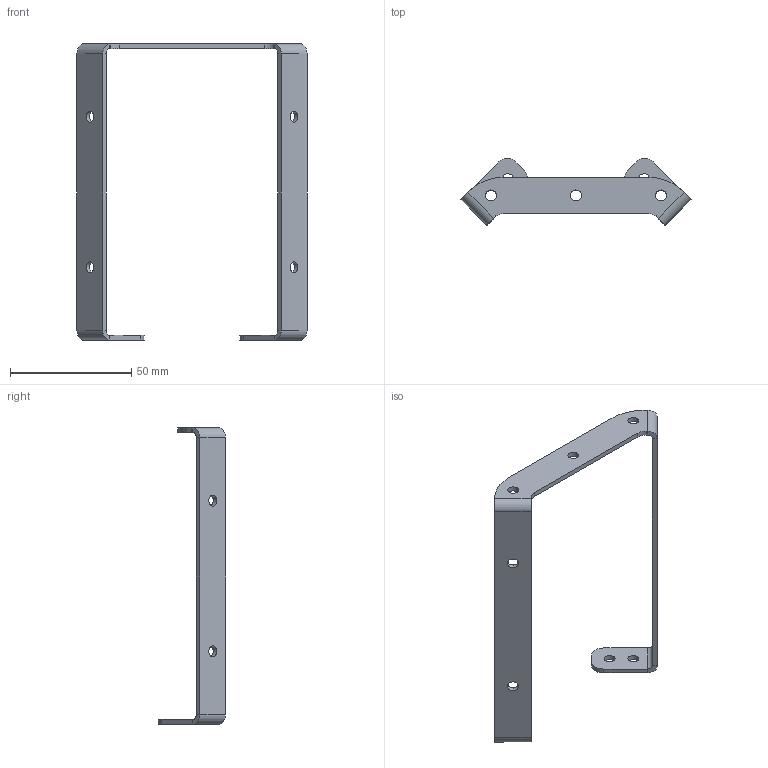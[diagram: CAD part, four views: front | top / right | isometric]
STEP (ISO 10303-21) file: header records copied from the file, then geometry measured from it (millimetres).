
FILE_DESCRIPTION(/* description */ ('','CAx-IF Rec.Pracs.---Representation and Presentation of Product Manufacturing Information (PMI)---4.0---2014-10-13'),/* implementation_level */ '2;1');
FILE_NAME(/* name */ 'MID360_BUMPER v26.step',/* time_stamp */ '2024-12-28T11:15:26+09:00',/* author */ (''),/* organization */ (''),/* preprocessor_version */ 'ST-DEVELOPER v20',/* originating_system */ 'Autodesk Translation Framework v13.20.0.188',/* authorisation */ '');
FILE_SCHEMA (('AP242_MANAGED_MODEL_BASED_3D_ENGINEERING_MIM_LF { 1 0 10303 442 1 1 4 }'));
Length unit declared in the file: millimetre
Products named in the file (1): MID360_BUMPER
Bounding box: 94.7 x 27.61 x 122 mm (x, y, z)
Volume: 10813.9 mm3; surface area: 12662 mm2
Topology: 1 solids, 1 shells, 61 faces, 145 edges, 86 vertices
Faces by surface type: plane 34, cylinder 27
Full cylindrical faces by diameter (mm): 4.5 x11
Entity records: 1814 total; most frequent: DIRECTION 323, CARTESIAN_POINT 293, ORIENTED_EDGE 290, EDGE_CURVE 145, AXIS2_PLACEMENT_3D 116, LINE 91, VECTOR 91, VERTEX_POINT 86
